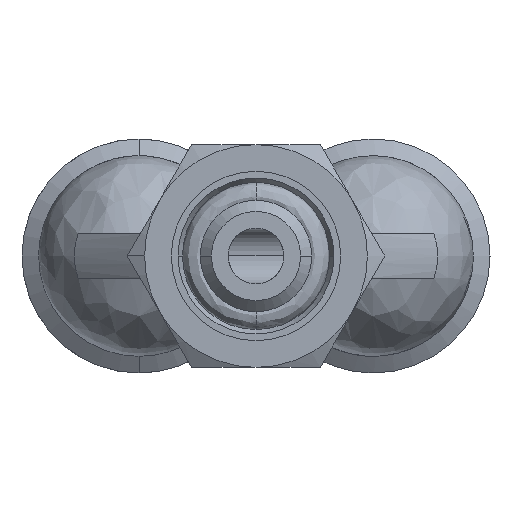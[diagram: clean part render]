
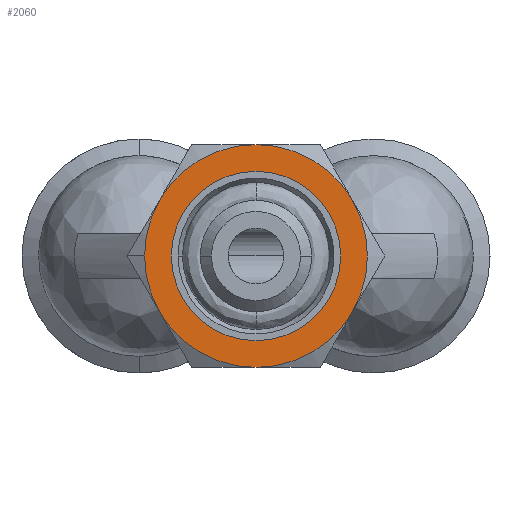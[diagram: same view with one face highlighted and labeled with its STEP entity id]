
A CAD part, front view. The second image highlights one B-rep face of the part: STEP entity #2060.
In plain terms, the highlighted planar face has unit normal (0, -1, 0).
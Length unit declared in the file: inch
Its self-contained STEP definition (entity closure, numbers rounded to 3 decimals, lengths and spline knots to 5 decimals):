
#140 = EDGE_CURVE ( 'NONE', #224, #518, #723, .T. ) ;
#143 = ORIENTED_EDGE ( 'NONE', *, *, #1362, .F. ) ;
#150 = CARTESIAN_POINT ( 'NONE',  ( 0., -0.15748, 0. ) ) ;
#195 = VERTEX_POINT ( 'NONE', #370 ) ;
#224 = VERTEX_POINT ( 'NONE', #1977 ) ;
#228 = CARTESIAN_POINT ( 'NONE',  ( 0., -0.15748, 0. ) ) ;
#232 = DIRECTION ( 'NONE',  ( -1., 0., 0. ) ) ;
#250 = VERTEX_POINT ( 'NONE', #1669 ) ;
#252 = AXIS2_PLACEMENT_3D ( 'NONE', #2958, #927, #3305 ) ;
#269 = AXIS2_PLACEMENT_3D ( 'NONE', #4277, #2315, #232 ) ;
#270 = CARTESIAN_POINT ( 'NONE',  ( 0., -0.15748, 0. ) ) ;
#301 = VERTEX_POINT ( 'NONE', #4235 ) ;
#370 = CARTESIAN_POINT ( 'NONE',  ( -0.17048, -0.15748, 0.09843 ) ) ;
#518 = VERTEX_POINT ( 'NONE', #4320 ) ;
#542 = PLANE ( 'NONE',  #252 ) ;
#587 = DIRECTION ( 'NONE',  ( -1., 0., 0. ) ) ;
#612 = CIRCLE ( 'NONE', #3685, 0.19685 ) ;
#621 = DIRECTION ( 'NONE',  ( -1., 0., 0. ) ) ;
#723 = CIRCLE ( 'NONE', #4073, 0.19685 ) ;
#837 = AXIS2_PLACEMENT_3D ( 'NONE', #1455, #3805, #1810 ) ;
#927 = DIRECTION ( 'NONE',  ( 0., -1., 0. ) ) ;
#928 = CARTESIAN_POINT ( 'NONE',  ( 0.14961, -0.15748, 0. ) ) ;
#974 = ORIENTED_EDGE ( 'NONE', *, *, #2429, .T. ) ;
#1068 = ORIENTED_EDGE ( 'NONE', *, *, #1678, .F. ) ;
#1125 = DIRECTION ( 'NONE',  ( 0., 1., 0. ) ) ;
#1362 = EDGE_CURVE ( 'NONE', #1389, #1504, #3770, .T. ) ;
#1389 = VERTEX_POINT ( 'NONE', #2005 ) ;
#1403 = DIRECTION ( 'NONE',  ( -1., 0., 0. ) ) ;
#1428 = DIRECTION ( 'NONE',  ( 0., 1., 0. ) ) ;
#1455 = CARTESIAN_POINT ( 'NONE',  ( 0., -0.15748, 0. ) ) ;
#1462 = DIRECTION ( 'NONE',  ( 0., 1., 0. ) ) ;
#1497 = ORIENTED_EDGE ( 'NONE', *, *, #3584, .F. ) ;
#1504 = VERTEX_POINT ( 'NONE', #4040 ) ;
#1609 = AXIS2_PLACEMENT_3D ( 'NONE', #3137, #1125, #3489 ) ;
#1669 = CARTESIAN_POINT ( 'NONE',  ( 0.17048, -0.15748, -0.09843 ) ) ;
#1677 = CIRCLE ( 'NONE', #3016, 0.19685 ) ;
#1678 = EDGE_CURVE ( 'NONE', #518, #250, #3238, .T. ) ;
#1810 = DIRECTION ( 'NONE',  ( -1., 0., 0. ) ) ;
#1953 = CARTESIAN_POINT ( 'NONE',  ( -0.14961, -0.15748, 0. ) ) ;
#1977 = CARTESIAN_POINT ( 'NONE',  ( 0., -0.15748, 0.19685 ) ) ;
#1987 = AXIS2_PLACEMENT_3D ( 'NONE', #3475, #1462, #3811 ) ;
#1999 = CIRCLE ( 'NONE', #269, 0.19685 ) ;
#2000 = ORIENTED_EDGE ( 'NONE', *, *, #2819, .F. ) ;
#2005 = CARTESIAN_POINT ( 'NONE',  ( -0.17048, -0.15748, -0.09843 ) ) ;
#2056 = DIRECTION ( 'NONE',  ( -1., 0., 0. ) ) ;
#2060 = ADVANCED_FACE ( 'NONE', ( #2721, #2707 ), #542, .T. ) ;
#2073 = DIRECTION ( 'NONE',  ( 0., 1., 0. ) ) ;
#2085 = CARTESIAN_POINT ( 'NONE',  ( 0., -0.15748, 0. ) ) ;
#2095 = ORIENTED_EDGE ( 'NONE', *, *, #3878, .F. ) ;
#2161 = AXIS2_PLACEMENT_3D ( 'NONE', #228, #2647, #587 ) ;
#2207 = CIRCLE ( 'NONE', #837, 0.14961 ) ;
#2260 = CIRCLE ( 'NONE', #1987, 0.19685 ) ;
#2315 = DIRECTION ( 'NONE',  ( 0., 1., 0. ) ) ;
#2319 = EDGE_CURVE ( 'NONE', #2652, #2593, #2341, .T. ) ;
#2341 = CIRCLE ( 'NONE', #3427, 0.14961 ) ;
#2404 = ORIENTED_EDGE ( 'NONE', *, *, #2319, .T. ) ;
#2429 = EDGE_CURVE ( 'NONE', #2593, #2652, #2207, .T. ) ;
#2566 = DIRECTION ( 'NONE',  ( 0., 1., 0. ) ) ;
#2593 = VERTEX_POINT ( 'NONE', #1953 ) ;
#2634 = ORIENTED_EDGE ( 'NONE', *, *, #140, .F. ) ;
#2647 = DIRECTION ( 'NONE',  ( 0., 1., 0. ) ) ;
#2652 = VERTEX_POINT ( 'NONE', #928 ) ;
#2653 = EDGE_CURVE ( 'NONE', #250, #301, #1999, .T. ) ;
#2680 = DIRECTION ( 'NONE',  ( 0., 1., 0. ) ) ;
#2707 = FACE_OUTER_BOUND ( 'NONE', #3458, .T. ) ;
#2721 = FACE_BOUND ( 'NONE', #3675, .T. ) ;
#2819 = EDGE_CURVE ( 'NONE', #1504, #195, #1677, .T. ) ;
#2958 = CARTESIAN_POINT ( 'NONE',  ( -0.17323, -0.15748, 0. ) ) ;
#3016 = AXIS2_PLACEMENT_3D ( 'NONE', #3441, #1428, #3782 ) ;
#3137 = CARTESIAN_POINT ( 'NONE',  ( 0., -0.15748, 0. ) ) ;
#3238 = CIRCLE ( 'NONE', #1609, 0.19685 ) ;
#3305 = DIRECTION ( 'NONE',  ( 0., 0., -1. ) ) ;
#3427 = AXIS2_PLACEMENT_3D ( 'NONE', #150, #2566, #1403 ) ;
#3441 = CARTESIAN_POINT ( 'NONE',  ( 0., -0.15748, 0. ) ) ;
#3458 = EDGE_LOOP ( 'NONE', ( #2634, #1497, #2000, #143, #2095, #3680, #1068 ) ) ;
#3475 = CARTESIAN_POINT ( 'NONE',  ( 0., -0.15748, 0. ) ) ;
#3489 = DIRECTION ( 'NONE',  ( -1., 0., 0. ) ) ;
#3584 = EDGE_CURVE ( 'NONE', #195, #224, #612, .T. ) ;
#3675 = EDGE_LOOP ( 'NONE', ( #974, #2404 ) ) ;
#3680 = ORIENTED_EDGE ( 'NONE', *, *, #2653, .F. ) ;
#3685 = AXIS2_PLACEMENT_3D ( 'NONE', #270, #2680, #621 ) ;
#3770 = CIRCLE ( 'NONE', #2161, 0.19685 ) ;
#3782 = DIRECTION ( 'NONE',  ( -1., 0., 0. ) ) ;
#3805 = DIRECTION ( 'NONE',  ( 0., 1., 0. ) ) ;
#3811 = DIRECTION ( 'NONE',  ( -1., 0., 0. ) ) ;
#3878 = EDGE_CURVE ( 'NONE', #301, #1389, #2260, .T. ) ;
#4040 = CARTESIAN_POINT ( 'NONE',  ( -0.19685, -0.15748, 0. ) ) ;
#4073 = AXIS2_PLACEMENT_3D ( 'NONE', #2085, #2073, #2056 ) ;
#4235 = CARTESIAN_POINT ( 'NONE',  ( 0., -0.15748, -0.19685 ) ) ;
#4277 = CARTESIAN_POINT ( 'NONE',  ( 0., -0.15748, 0. ) ) ;
#4320 = CARTESIAN_POINT ( 'NONE',  ( 0.17048, -0.15748, 0.09843 ) ) ;
